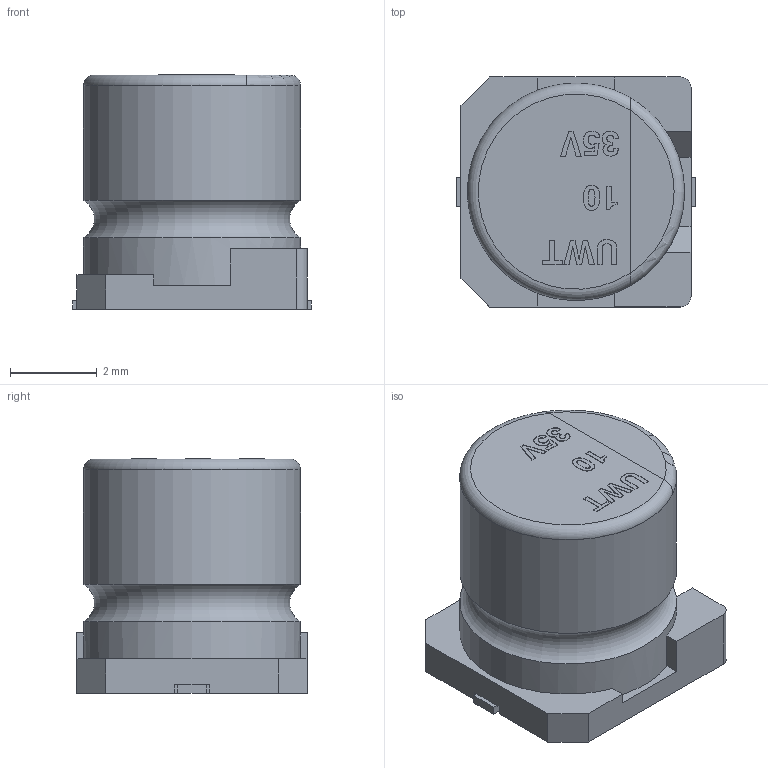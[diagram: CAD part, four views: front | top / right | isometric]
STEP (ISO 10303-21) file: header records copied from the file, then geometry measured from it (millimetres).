
FILE_DESCRIPTION(('FreeCAD Model'),'2;1');
FILE_NAME('Nichicon_UWT1V100MCL1GB.step','2019-07-20T23:30:14',('Author'),(''), 'Open CASCADE STEP processor 7.3','FreeCAD','Unknown');
FILE_SCHEMA(('AUTOMOTIVE_DESIGN { 1 0 10303 214 1 1 1 1 }'));
Length unit declared in the file: millimetre
Products named in the file (1): UWT1V100MCL1GB
Bounding box: 5.5 x 5.3 x 5.41 mm (x, y, z)
Volume: 111.6 mm3; surface area: 150 mm2
Topology: 1 solids, 1 shells, 190 faces, 523 edges, 344 vertices
Faces by surface type: plane 106, extrusion 76, cylinder 5, torus 3
Full cylindrical faces by diameter (mm): 5 x2
Entity records: 7448 total; most frequent: CARTESIAN_POINT 1558, ORIENTED_EDGE 1046, DIRECTION 695, EDGE_CURVE 523, VECTOR 421, LINE 345, VERTEX_POINT 344, B_SPLINE_CURVE_WITH_KNOTS 232
